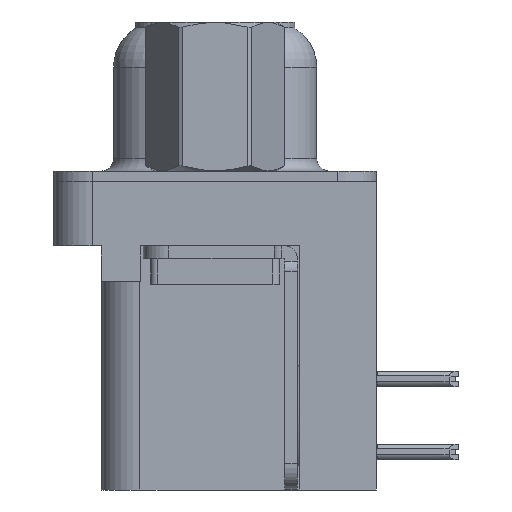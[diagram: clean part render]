
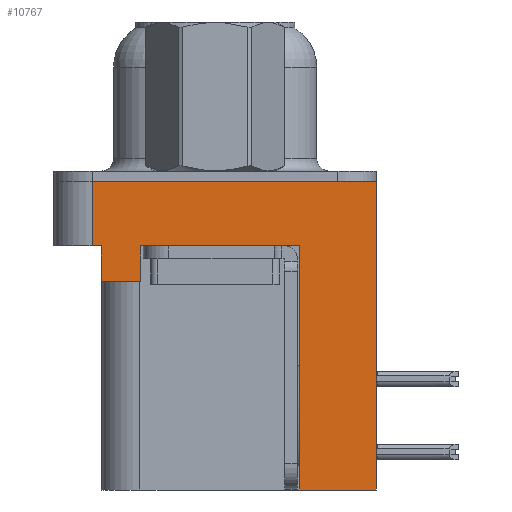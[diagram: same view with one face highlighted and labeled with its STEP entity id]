
A CAD part, left-side view. The second image highlights one B-rep face of the part: STEP entity #10767.
In plain terms, the highlighted planar face has unit normal (-1, 0, 0).
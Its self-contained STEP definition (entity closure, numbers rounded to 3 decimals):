
#1 = CARTESIAN_POINT ( 'NONE',  ( -2.91, -6.275, -12. ) ) ;
#91 = CARTESIAN_POINT ( 'NONE',  ( -2.91, -6.275, 0. ) ) ;
#118 = EDGE_CURVE ( 'NONE', #6445, #573, #25585, .T. ) ;
#518 = CARTESIAN_POINT ( 'NONE',  ( -2.91, 4.425, -3.9 ) ) ;
#573 = VERTEX_POINT ( 'NONE', #10179 ) ;
#614 = CARTESIAN_POINT ( 'NONE',  ( -2.91, 4.425, -3.9 ) ) ;
#662 = CARTESIAN_POINT ( 'NONE',  ( -2.91, -6.275, 0. ) ) ;
#716 = DIRECTION ( 'NONE',  ( 0., 1., 0. ) ) ;
#1412 = VERTEX_POINT ( 'NONE', #19140 ) ;
#1815 = DIRECTION ( 'NONE',  ( 0., 0., 1. ) ) ;
#1903 = LINE ( 'NONE', #19756, #17098 ) ;
#2142 = VECTOR ( 'NONE', #2842, 1000. ) ;
#2842 = DIRECTION ( 'NONE',  ( 0., -1., 0. ) ) ;
#2970 = VECTOR ( 'NONE', #20944, 1000. ) ;
#3020 = CARTESIAN_POINT ( 'NONE',  ( -2.91, -3.295, -12. ) ) ;
#3046 = AXIS2_PLACEMENT_3D ( 'NONE', #22368, #29293, #1815 ) ;
#3228 = LINE ( 'NONE', #25950, #6094 ) ;
#3515 = CARTESIAN_POINT ( 'NONE',  ( -2.91, -3.295, -12. ) ) ;
#4578 = ORIENTED_EDGE ( 'NONE', *, *, #6641, .F. ) ;
#5167 = DIRECTION ( 'NONE',  ( 0., -1., 0. ) ) ;
#5258 = DIRECTION ( 'NONE',  ( 0., 1., 0. ) ) ;
#5530 = CARTESIAN_POINT ( 'NONE',  ( -2.91, -6.275, -2.5 ) ) ;
#5644 = DIRECTION ( 'NONE',  ( 0., 0., 1. ) ) ;
#6015 = VERTEX_POINT ( 'NONE', #19497 ) ;
#6094 = VECTOR ( 'NONE', #5258, 1000. ) ;
#6445 = VERTEX_POINT ( 'NONE', #18535 ) ;
#6641 = EDGE_CURVE ( 'NONE', #19602, #12278, #22076, .T. ) ;
#6784 = DIRECTION ( 'NONE',  ( 0., 0., 1. ) ) ;
#6847 = EDGE_LOOP ( 'NONE', ( #22237, #8317, #18910, #4578, #26701, #20767, #19712, #18667, #8242, #6982 ) ) ;
#6982 = ORIENTED_EDGE ( 'NONE', *, *, #8895, .T. ) ;
#7085 = EDGE_CURVE ( 'NONE', #6015, #12278, #25682, .T. ) ;
#7786 = VECTOR ( 'NONE', #6784, 1000. ) ;
#8242 = ORIENTED_EDGE ( 'NONE', *, *, #17583, .F. ) ;
#8317 = ORIENTED_EDGE ( 'NONE', *, *, #27164, .F. ) ;
#8732 = LINE ( 'NONE', #3020, #24360 ) ;
#8895 = EDGE_CURVE ( 'NONE', #10475, #26168, #27461, .T. ) ;
#8982 = LINE ( 'NONE', #614, #10084 ) ;
#9955 = FACE_OUTER_BOUND ( 'NONE', #6847, .T. ) ;
#10025 = CARTESIAN_POINT ( 'NONE',  ( -2.91, -6.275, -2.5 ) ) ;
#10084 = VECTOR ( 'NONE', #716, 1000. ) ;
#10106 = DIRECTION ( 'NONE',  ( 0., 0., 1. ) ) ;
#10179 = CARTESIAN_POINT ( 'NONE',  ( -2.91, 2.895, -2.5 ) ) ;
#10475 = VERTEX_POINT ( 'NONE', #1 ) ;
#10533 = LINE ( 'NONE', #91, #2970 ) ;
#10767 = ADVANCED_FACE ( 'NONE', ( #9955 ), #27243, .T. ) ;
#12219 = CARTESIAN_POINT ( 'NONE',  ( -2.91, -6.275, -2.5 ) ) ;
#12278 = VERTEX_POINT ( 'NONE', #13623 ) ;
#13623 = CARTESIAN_POINT ( 'NONE',  ( -2.91, 4.425, -2.5 ) ) ;
#13748 = VERTEX_POINT ( 'NONE', #20656 ) ;
#15441 = EDGE_CURVE ( 'NONE', #1412, #26168, #10533, .T. ) ;
#16601 = VECTOR ( 'NONE', #21468, 1000. ) ;
#17098 = VECTOR ( 'NONE', #5644, 1000. ) ;
#17583 = EDGE_CURVE ( 'NONE', #10475, #27754, #3228, .T. ) ;
#17613 = EDGE_CURVE ( 'NONE', #6445, #19602, #8982, .T. ) ;
#18535 = CARTESIAN_POINT ( 'NONE',  ( -2.91, 2.895, -3.9 ) ) ;
#18667 = ORIENTED_EDGE ( 'NONE', *, *, #27595, .F. ) ;
#18731 = VECTOR ( 'NONE', #10106, 1000. ) ;
#18910 = ORIENTED_EDGE ( 'NONE', *, *, #7085, .T. ) ;
#19093 = DIRECTION ( 'NONE',  ( 0., 0., 1. ) ) ;
#19140 = CARTESIAN_POINT ( 'NONE',  ( -2.91, 4.775, 0. ) ) ;
#19497 = CARTESIAN_POINT ( 'NONE',  ( -2.91, 4.775, -2.5 ) ) ;
#19602 = VERTEX_POINT ( 'NONE', #28427 ) ;
#19712 = ORIENTED_EDGE ( 'NONE', *, *, #29840, .T. ) ;
#19756 = CARTESIAN_POINT ( 'NONE',  ( -2.91, 4.775, -2.5 ) ) ;
#20656 = CARTESIAN_POINT ( 'NONE',  ( -2.91, -3.295, -2.5 ) ) ;
#20701 = CARTESIAN_POINT ( 'NONE',  ( -2.91, 2.895, -3.9 ) ) ;
#20767 = ORIENTED_EDGE ( 'NONE', *, *, #118, .T. ) ;
#20944 = DIRECTION ( 'NONE',  ( 0., -1., 0. ) ) ;
#21468 = DIRECTION ( 'NONE',  ( 0., 0., 1. ) ) ;
#21722 = VECTOR ( 'NONE', #5167, 1000. ) ;
#22076 = LINE ( 'NONE', #518, #16601 ) ;
#22237 = ORIENTED_EDGE ( 'NONE', *, *, #15441, .F. ) ;
#22368 = CARTESIAN_POINT ( 'NONE',  ( -2.91, -6.275, -2.5 ) ) ;
#24360 = VECTOR ( 'NONE', #19093, 1000. ) ;
#25585 = LINE ( 'NONE', #20701, #7786 ) ;
#25682 = LINE ( 'NONE', #5530, #2142 ) ;
#25950 = CARTESIAN_POINT ( 'NONE',  ( -2.91, -3.295, -12. ) ) ;
#26168 = VERTEX_POINT ( 'NONE', #662 ) ;
#26701 = ORIENTED_EDGE ( 'NONE', *, *, #17613, .F. ) ;
#27164 = EDGE_CURVE ( 'NONE', #6015, #1412, #1903, .T. ) ;
#27179 = LINE ( 'NONE', #10025, #21722 ) ;
#27243 = PLANE ( 'NONE',  #3046 ) ;
#27461 = LINE ( 'NONE', #12219, #18731 ) ;
#27595 = EDGE_CURVE ( 'NONE', #27754, #13748, #8732, .T. ) ;
#27754 = VERTEX_POINT ( 'NONE', #3515 ) ;
#28427 = CARTESIAN_POINT ( 'NONE',  ( -2.91, 4.425, -3.9 ) ) ;
#29293 = DIRECTION ( 'NONE',  ( -1., 0., 0. ) ) ;
#29840 = EDGE_CURVE ( 'NONE', #573, #13748, #27179, .T. ) ;
